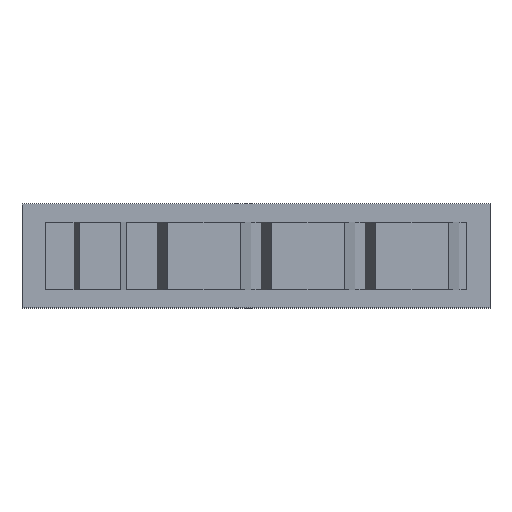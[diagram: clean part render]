
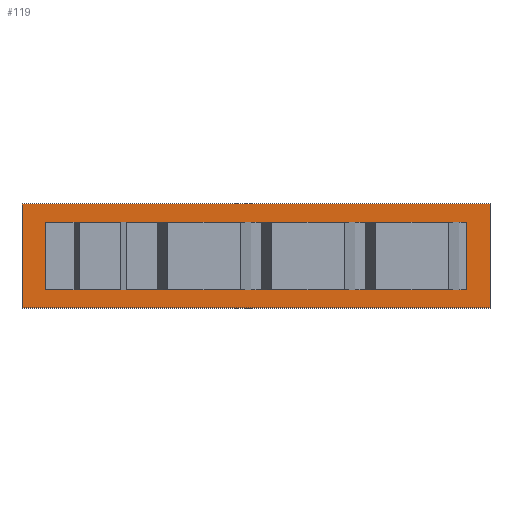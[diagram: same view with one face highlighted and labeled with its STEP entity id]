
A CAD part, top view. The second image highlights one B-rep face of the part: STEP entity #119.
In plain terms, the highlighted planar face has unit normal (0, 0, 1).
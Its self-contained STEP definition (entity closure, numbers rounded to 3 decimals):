
#22 = VERTEX_POINT('',#23);
#23 = CARTESIAN_POINT('',(-22.5,-5.,-4.25));
#40 = VERTEX_POINT('',#41);
#41 = CARTESIAN_POINT('',(-22.5,5.,-4.25));
#47 = EDGE_CURVE('',#22,#40,#48,.T.);
#48 = LINE('',#49,#50);
#49 = CARTESIAN_POINT('',(-22.5,-5.,-4.25));
#50 = VECTOR('',#51,1.);
#51 = DIRECTION('',(0.,1.,0.));
#62 = VERTEX_POINT('',#63);
#63 = CARTESIAN_POINT('',(22.5,-5.,-4.25));
#78 = EDGE_CURVE('',#62,#22,#79,.T.);
#79 = LINE('',#80,#81);
#80 = CARTESIAN_POINT('',(22.5,-5.,-4.25));
#81 = VECTOR('',#82,1.);
#82 = DIRECTION('',(-1.,0.,0.));
#102 = VERTEX_POINT('',#103);
#103 = CARTESIAN_POINT('',(22.5,5.,-4.25));
#109 = EDGE_CURVE('',#40,#102,#110,.T.);
#110 = LINE('',#111,#112);
#111 = CARTESIAN_POINT('',(-22.5,5.,-4.25));
#112 = VECTOR('',#113,1.);
#113 = DIRECTION('',(1.,0.,0.));
#119 = ADVANCED_FACE('',(#120,#131),#165,.T.);
#120 = FACE_BOUND('',#121,.T.);
#121 = EDGE_LOOP('',(#122,#123,#124,#130));
#122 = ORIENTED_EDGE('',*,*,#47,.F.);
#123 = ORIENTED_EDGE('',*,*,#78,.F.);
#124 = ORIENTED_EDGE('',*,*,#125,.F.);
#125 = EDGE_CURVE('',#102,#62,#126,.T.);
#126 = LINE('',#127,#128);
#127 = CARTESIAN_POINT('',(22.5,5.,-4.25));
#128 = VECTOR('',#129,1.);
#129 = DIRECTION('',(0.,-1.,0.));
#130 = ORIENTED_EDGE('',*,*,#109,.F.);
#131 = FACE_BOUND('',#132,.T.);
#132 = EDGE_LOOP('',(#133,#143,#151,#159));
#133 = ORIENTED_EDGE('',*,*,#134,.F.);
#134 = EDGE_CURVE('',#135,#137,#139,.T.);
#135 = VERTEX_POINT('',#136);
#136 = CARTESIAN_POINT('',(-20.25,3.25,-4.25));
#137 = VERTEX_POINT('',#138);
#138 = CARTESIAN_POINT('',(-20.25,-3.25,-4.25));
#139 = LINE('',#140,#141);
#140 = CARTESIAN_POINT('',(-20.25,3.25,-4.25));
#141 = VECTOR('',#142,1.);
#142 = DIRECTION('',(0.,-1.,0.));
#143 = ORIENTED_EDGE('',*,*,#144,.F.);
#144 = EDGE_CURVE('',#145,#135,#147,.T.);
#145 = VERTEX_POINT('',#146);
#146 = CARTESIAN_POINT('',(20.25,3.25,-4.25));
#147 = LINE('',#148,#149);
#148 = CARTESIAN_POINT('',(20.25,3.25,-4.25));
#149 = VECTOR('',#150,1.);
#150 = DIRECTION('',(-1.,0.,0.));
#151 = ORIENTED_EDGE('',*,*,#152,.T.);
#152 = EDGE_CURVE('',#145,#153,#155,.T.);
#153 = VERTEX_POINT('',#154);
#154 = CARTESIAN_POINT('',(20.25,-3.25,-4.25));
#155 = LINE('',#156,#157);
#156 = CARTESIAN_POINT('',(20.25,3.25,-4.25));
#157 = VECTOR('',#158,1.);
#158 = DIRECTION('',(0.,-1.,0.));
#159 = ORIENTED_EDGE('',*,*,#160,.T.);
#160 = EDGE_CURVE('',#153,#137,#161,.T.);
#161 = LINE('',#162,#163);
#162 = CARTESIAN_POINT('',(20.25,-3.25,-4.25));
#163 = VECTOR('',#164,1.);
#164 = DIRECTION('',(-1.,0.,0.));
#165 = PLANE('',#166);
#166 = AXIS2_PLACEMENT_3D('',#167,#168,#169);
#167 = CARTESIAN_POINT('',(0.,0.,-4.25));
#168 = DIRECTION('',(0.,0.,1.));
#169 = DIRECTION('',(1.,0.,0.));
